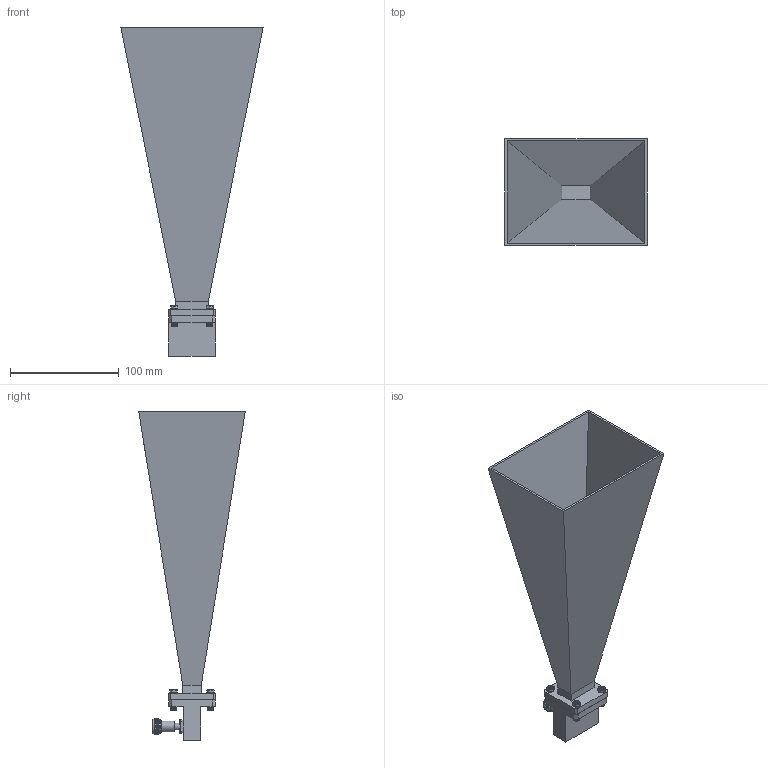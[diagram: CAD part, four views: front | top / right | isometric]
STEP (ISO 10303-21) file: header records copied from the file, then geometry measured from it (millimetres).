
FILE_DESCRIPTION (( 'STEP AP214' ), '1' );
FILE_NAME ('PEWAN102-20NF_3D.STEP', '2022-01-25T17:24:30', ( '' ), ( '' ), 'SwSTEP 2.0', 'SolidWorks 2021', '' );
FILE_SCHEMA (( 'AUTOMOTIVE_DESIGN' ));
Length unit declared in the file: inch
Products named in the file (11): 6-LW; Copy of 06142-con screw^Copy of PE9802_CON_PE9802; 6-32HN-NARROW_90730A007; Copy of PE9802_CON^PE9802; PEWAN102-20; Copy of 112-N^Copy of PE9802_CON_PE9802; PE9802; 6-32SH-HXx.625_92196A150; Copy of 112-N-PANEL^Copy of PE9802_CON_PE9802; PEWAN102-20NF_3D; Copy of PE9802_Body2^PE9802
Assembly tree (22 placements, depth 4):
  PEWAN102-20NF_3D
    6-32HN-NARROW_90730A007  x4
    6-32SH-HXx.625_92196A150  x4
    6-LW  x4
    PE9802
      Copy of PE9802_CON^PE9802
        Copy of 06142-con screw^Copy of PE9802_CON_PE9802  x4
        Copy of 112-N-PANEL^Copy of PE9802_CON_PE9802
        Copy of 112-N^Copy of PE9802_CON_PE9802
      Copy of PE9802_Body2^PE9802
    PEWAN102-20
Bounding box: 130.78 x 98.05 x 302.1 mm (x, y, z)
Volume: 187910.2 mm3; surface area: 158666.9 mm2
Topology: 20 solids, 20 shells, 1124 faces, 2600 edges, 1537 vertices
Faces by surface type: plane 689, cone 346, cylinder 65, bspline 24
Full cylindrical faces by diameter (mm): 1.7 x1, 2.7 x4, 3.04 x1, 4 x1, 4.1 x1, 4.3 x8, 4.35 x4, 6 x1, 7 x1, 10 x1, 13.5 x2
Entity records: 14267 total; most frequent: CARTESIAN_POINT 5340, ORIENTED_EDGE 1570, DIRECTION 1424, EDGE_CURVE 785, AXIS2_PLACEMENT_3D 549, VERTEX_POINT 497, EDGE_LOOP 444, FACE_OUTER_BOUND 382
